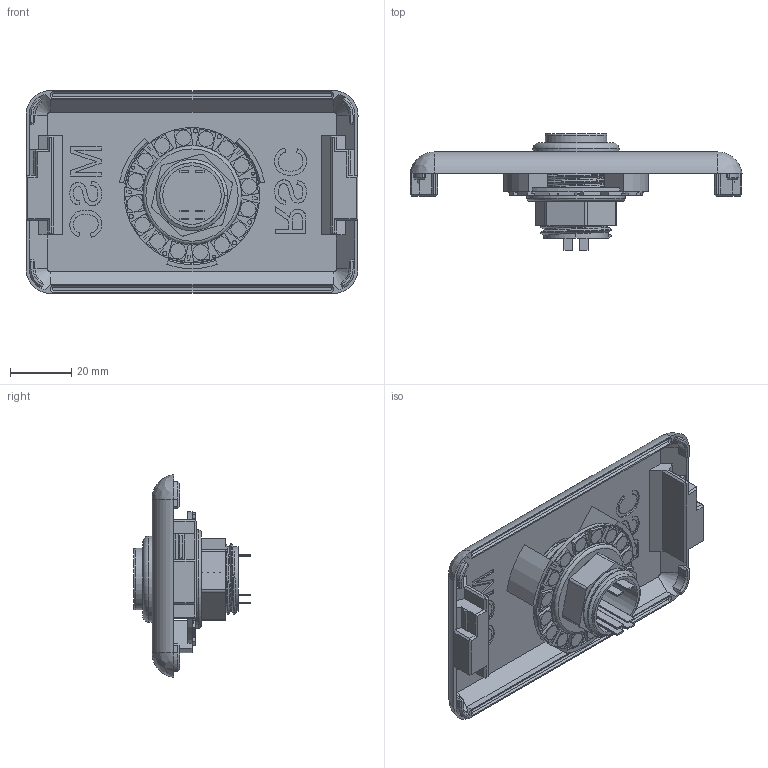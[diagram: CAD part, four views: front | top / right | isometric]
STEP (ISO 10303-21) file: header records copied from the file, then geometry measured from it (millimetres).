
FILE_DESCRIPTION(/* description */ (''),/* implementation_level */ '2;1');
FILE_NAME(/* name */ 'button_neopx_panel v77.step',/* time_stamp */ '2023-05-20T17:06:14+03:00',/* author */ (''),/* organization */ (''),/* preprocessor_version */ 'ST-DEVELOPER v19.2',/* originating_system */ 'Autodesk Translation Framework v12.4.0.73',/* authorisation */ '');
FILE_SCHEMA (('AUTOMOTIVE_DESIGN { 1 0 10303 214 3 1 1 }'));
Length unit declared in the file: millimetre
Products named in the file (4): button_neopx_panel; Arcade_PushButton; NeoPixelRing16; ButtonLock_Nut
Assembly tree (3 placements, depth 2):
  button_neopx_panel
    Arcade_PushButton
    NeoPixelRing16
    ButtonLock_Nut
Bounding box: 108 x 38 x 66 mm (x, y, z)
Volume: 30149.3 mm3; surface area: 31430.5 mm2
Topology: 5 solids, 5 shells, 702 faces, 1746 edges, 1116 vertices
Faces by surface type: plane 414, bspline 133, cylinder 130, cone 22, torus 3
Full cylindrical faces by diameter (mm): 1 x3, 1.4 x6, 5 x16, 19 x1, 20 x1, 20.835 x3, 21 x13, 23 x3, 23.165 x13, 24 x2, 28 x1, 31.6 x1, 32 x1, 44 x1
Entity records: 25300 total; most frequent: CARTESIAN_POINT 9234, ORIENTED_EDGE 3492, DIRECTION 2784, EDGE_CURVE 1746, LINE 1170, VECTOR 1170, VERTEX_POINT 1116, AXIS2_PLACEMENT_3D 807
